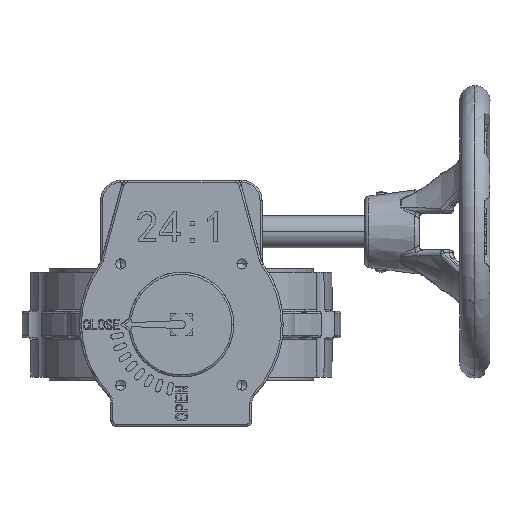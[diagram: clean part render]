
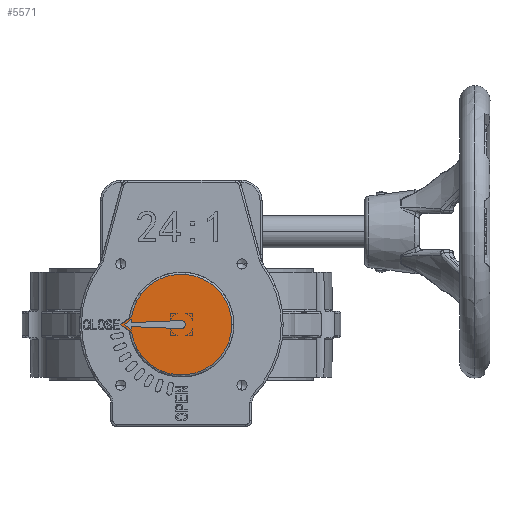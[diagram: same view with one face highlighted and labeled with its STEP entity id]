
A CAD part, front view. The second image highlights one B-rep face of the part: STEP entity #5571.
In plain terms, the highlighted planar face has unit normal (0, -1, 0).
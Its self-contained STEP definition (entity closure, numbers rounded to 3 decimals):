
#53 = CARTESIAN_POINT ( 'NONE',  ( -30., -223.6, 0. ) ) ;
#2345 = LINE ( 'NONE', #75923, #63409 ) ;
#2984 = ORIENTED_EDGE ( 'NONE', *, *, #19723, .T. ) ;
#3373 = CARTESIAN_POINT ( 'NONE',  ( -30., -223.6, 0. ) ) ;
#3607 = EDGE_CURVE ( 'NONE', #21423, #24234, #13809, .T. ) ;
#4523 = VECTOR ( 'NONE', #38388, 1000. ) ;
#4824 = ORIENTED_EDGE ( 'NONE', *, *, #27895, .T. ) ;
#5571 = ADVANCED_FACE ( 'NONE', ( #61287, #41598 ), #29929, .T. ) ;
#6766 = DIRECTION ( 'NONE',  ( 0., 1., 0. ) ) ;
#6788 = ORIENTED_EDGE ( 'NONE', *, *, #55881, .T. ) ;
#7714 = LINE ( 'NONE', #8115, #72791 ) ;
#8115 = CARTESIAN_POINT ( 'NONE',  ( -0.08, -223.6, 1.997 ) ) ;
#9349 = LINE ( 'NONE', #57635, #76555 ) ;
#10073 = VERTEX_POINT ( 'NONE', #76629 ) ;
#11683 = CARTESIAN_POINT ( 'NONE',  ( 0., -223.6, 2. ) ) ;
#12391 = EDGE_CURVE ( 'NONE', #10073, #21423, #2345, .T. ) ;
#13809 = LINE ( 'NONE', #37153, #71694 ) ;
#14642 = LINE ( 'NONE', #3373, #53374 ) ;
#15185 = ORIENTED_EDGE ( 'NONE', *, *, #12391, .T. ) ;
#15203 = ORIENTED_EDGE ( 'NONE', *, *, #59243, .T. ) ;
#18129 = VERTEX_POINT ( 'NONE', #11683 ) ;
#18523 = CIRCLE ( 'NONE', #45457, 2. ) ;
#18783 = EDGE_CURVE ( 'NONE', #30936, #10073, #68757, .T. ) ;
#19723 = EDGE_CURVE ( 'NONE', #18129, #55116, #18523, .T. ) ;
#21002 = AXIS2_PLACEMENT_3D ( 'NONE', #54844, #23502, #24684 ) ;
#21209 = DIRECTION ( 'NONE',  ( -0.793, 0., 0.609 ) ) ;
#21423 = VERTEX_POINT ( 'NONE', #40810 ) ;
#21852 = CARTESIAN_POINT ( 'NONE',  ( -24.855, -223.6, 1. ) ) ;
#22182 = ORIENTED_EDGE ( 'NONE', *, *, #76083, .T. ) ;
#22248 = CARTESIAN_POINT ( 'NONE',  ( -0.08, -223.6, -1.997 ) ) ;
#23502 = DIRECTION ( 'NONE',  ( 0., -1., 0. ) ) ;
#24234 = VERTEX_POINT ( 'NONE', #57786 ) ;
#24500 = CARTESIAN_POINT ( 'NONE',  ( 0., -223.6, -2. ) ) ;
#24684 = DIRECTION ( 'NONE',  ( 0., 0., -1. ) ) ;
#25818 = DIRECTION ( 'NONE',  ( 0.999, 0., 0.04 ) ) ;
#26276 = DIRECTION ( 'NONE',  ( 0.793, 0., 0.609 ) ) ;
#27406 = ORIENTED_EDGE ( 'NONE', *, *, #57060, .T. ) ;
#27895 = EDGE_CURVE ( 'NONE', #38012, #52132, #37493, .T. ) ;
#28493 = EDGE_LOOP ( 'NONE', ( #32941, #15203, #2984, #22182, #51991, #15185, #71951 ) ) ;
#28509 = CARTESIAN_POINT ( 'NONE',  ( 25., -223.6, 0. ) ) ;
#28765 = CARTESIAN_POINT ( 'NONE',  ( -24.662, -223.6, 4.096 ) ) ;
#29929 = PLANE ( 'NONE',  #21002 ) ;
#30936 = VERTEX_POINT ( 'NONE', #59098 ) ;
#32941 = ORIENTED_EDGE ( 'NONE', *, *, #45876, .T. ) ;
#34336 = CARTESIAN_POINT ( 'NONE',  ( -24.662, -223.6, -4.096 ) ) ;
#37020 = CARTESIAN_POINT ( 'NONE',  ( -24.855, -223.6, 0. ) ) ;
#37153 = CARTESIAN_POINT ( 'NONE',  ( -10.509, -223.6, 13.696 ) ) ;
#37493 = CIRCLE ( 'NONE', #77274, 25. ) ;
#37563 = DIRECTION ( 'NONE',  ( 1., 0., 0. ) ) ;
#38012 = VERTEX_POINT ( 'NONE', #34336 ) ;
#38388 = DIRECTION ( 'NONE',  ( 0.793, 0., -0.609 ) ) ;
#40810 = CARTESIAN_POINT ( 'NONE',  ( -28.357, -223.6, 0. ) ) ;
#41598 = FACE_OUTER_BOUND ( 'NONE', #53326, .T. ) ;
#43446 = DIRECTION ( 'NONE',  ( 0., 0., -1. ) ) ;
#44382 = CARTESIAN_POINT ( 'NONE',  ( 0., -223.6, 0. ) ) ;
#44543 = DIRECTION ( 'NONE',  ( 0., -1., 0. ) ) ;
#45457 = AXIS2_PLACEMENT_3D ( 'NONE', #61858, #6766, #74335 ) ;
#45876 = EDGE_CURVE ( 'NONE', #24234, #49375, #9349, .T. ) ;
#46780 = DIRECTION ( 'NONE',  ( -0.999, 0., 0.04 ) ) ;
#48632 = VECTOR ( 'NONE', #46780, 1000. ) ;
#49028 = VERTEX_POINT ( 'NONE', #28765 ) ;
#49375 = VERTEX_POINT ( 'NONE', #21852 ) ;
#49951 = ORIENTED_EDGE ( 'NONE', *, *, #69711, .T. ) ;
#51991 = ORIENTED_EDGE ( 'NONE', *, *, #18783, .T. ) ;
#52020 = DIRECTION ( 'NONE',  ( -0.793, 0., -0.609 ) ) ;
#52132 = VERTEX_POINT ( 'NONE', #28509 ) ;
#53326 = EDGE_LOOP ( 'NONE', ( #4824, #6788, #27406, #49951 ) ) ;
#53374 = VECTOR ( 'NONE', #52020, 1000. ) ;
#54844 = CARTESIAN_POINT ( 'NONE',  ( 0., -223.6, 0. ) ) ;
#55021 = DIRECTION ( 'NONE',  ( 1., 0., 0. ) ) ;
#55116 = VERTEX_POINT ( 'NONE', #24500 ) ;
#55881 = EDGE_CURVE ( 'NONE', #52132, #49028, #61058, .T. ) ;
#57060 = EDGE_CURVE ( 'NONE', #49028, #65461, #14642, .T. ) ;
#57226 = AXIS2_PLACEMENT_3D ( 'NONE', #44382, #62478, #37563 ) ;
#57286 = LINE ( 'NONE', #63701, #4523 ) ;
#57635 = CARTESIAN_POINT ( 'NONE',  ( -24.855, -223.6, 0. ) ) ;
#57786 = CARTESIAN_POINT ( 'NONE',  ( -24.855, -223.6, 2.687 ) ) ;
#58795 = DIRECTION ( 'NONE',  ( 0., 0., -1. ) ) ;
#59098 = CARTESIAN_POINT ( 'NONE',  ( -24.855, -223.6, -1. ) ) ;
#59243 = EDGE_CURVE ( 'NONE', #49375, #18129, #7714, .T. ) ;
#59581 = VECTOR ( 'NONE', #43446, 1000. ) ;
#61058 = CIRCLE ( 'NONE', #57226, 25. ) ;
#61287 = FACE_BOUND ( 'NONE', #28493, .T. ) ;
#61858 = CARTESIAN_POINT ( 'NONE',  ( 0., -223.6, 0. ) ) ;
#62478 = DIRECTION ( 'NONE',  ( 0., -1., 0. ) ) ;
#62634 = CARTESIAN_POINT ( 'NONE',  ( 0., -223.6, 0. ) ) ;
#63409 = VECTOR ( 'NONE', #21209, 1000. ) ;
#63701 = CARTESIAN_POINT ( 'NONE',  ( -30., -223.6, 0. ) ) ;
#65461 = VERTEX_POINT ( 'NONE', #53 ) ;
#68757 = LINE ( 'NONE', #37020, #59581 ) ;
#69711 = EDGE_CURVE ( 'NONE', #65461, #38012, #57286, .T. ) ;
#71694 = VECTOR ( 'NONE', #26276, 1000. ) ;
#71951 = ORIENTED_EDGE ( 'NONE', *, *, #3607, .T. ) ;
#72111 = LINE ( 'NONE', #22248, #48632 ) ;
#72791 = VECTOR ( 'NONE', #25818, 1000. ) ;
#74335 = DIRECTION ( 'NONE',  ( 1., 0., 0. ) ) ;
#75923 = CARTESIAN_POINT ( 'NONE',  ( -10.509, -223.6, -13.696 ) ) ;
#76083 = EDGE_CURVE ( 'NONE', #55116, #30936, #72111, .T. ) ;
#76555 = VECTOR ( 'NONE', #58795, 1000. ) ;
#76629 = CARTESIAN_POINT ( 'NONE',  ( -24.855, -223.6, -2.687 ) ) ;
#77274 = AXIS2_PLACEMENT_3D ( 'NONE', #62634, #44543, #55021 ) ;
